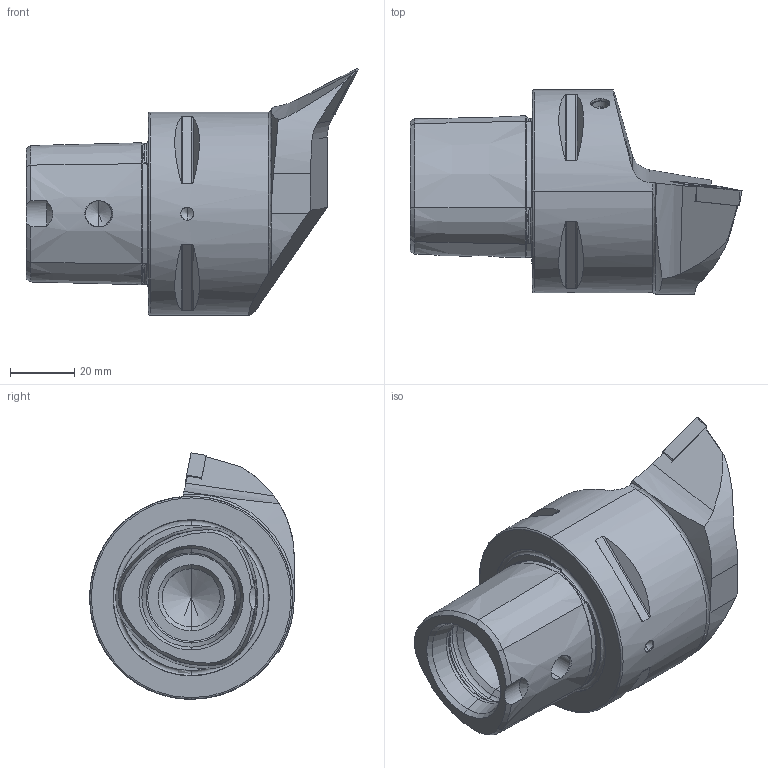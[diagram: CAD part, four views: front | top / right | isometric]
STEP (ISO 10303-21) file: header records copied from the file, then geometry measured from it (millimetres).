
FILE_DESCRIPTION (( 'STEP AP203' ), '1' );
FILE_NAME ('PS6-KVF.LPA.065.STEP', '2013-06-24T13:22:32', ( 'baer' ), ( 'Hewlett-Packard Company' ), 'SwSTEP 2.0', 'SolidWorks 2012', '' );
FILE_SCHEMA (( 'CONFIG_CONTROL_DESIGN' ));
Length unit declared in the file: millimetre
Products named in the file (5): VBMT160404; WCB-ER2.001.009_A; KVT_MB_600_060; PS6-KVF.LPA.065; PS6-KVF.LPA.065_A
Assembly tree (4 placements, depth 2):
  PS6-KVF.LPA.065
    PS6-KVF.LPA.065_A
    WCB-ER2.001.009_A
    VBMT160404
    KVT_MB_600_060
Bounding box: 103.01 x 63.5 x 76.51 mm (x, y, z)
Volume: 153239.1 mm3; surface area: 27537.9 mm2
Topology: 5 solids, 5 shells, 272 faces, 664 edges, 396 vertices
Faces by surface type: cone 94, cylinder 68, plane 55, torus 35, bspline 16, sphere 4
Entity records: 9501 total; most frequent: CARTESIAN_POINT 2970, ORIENTED_EDGE 1290, DIRECTION 1230, EDGE_CURVE 645, AXIS2_PLACEMENT_3D 501, VERTEX_POINT 393, EDGE_LOOP 290, ADVANCED_FACE 272
